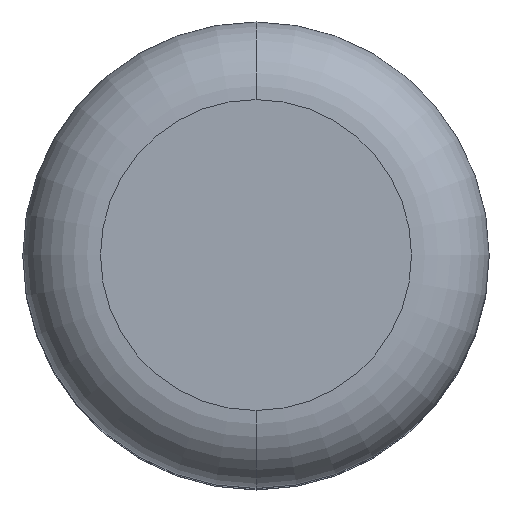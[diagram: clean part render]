
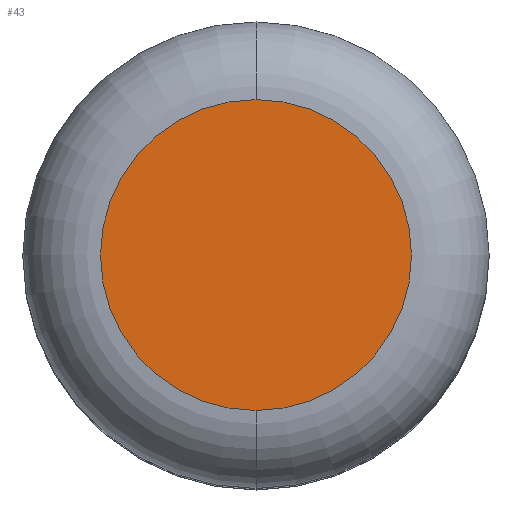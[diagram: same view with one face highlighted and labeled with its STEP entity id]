
A CAD part, top view. The second image highlights one B-rep face of the part: STEP entity #43.
In plain terms, the highlighted planar face has unit normal (0, 0, 1).
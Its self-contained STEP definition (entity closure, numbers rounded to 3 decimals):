
#10 = ORIENTED_EDGE ( 'NONE', *, *, #311, .T. ) ;
#39 = VERTEX_POINT ( 'NONE', #533 ) ;
#43 = ADVANCED_FACE ( 'NONE', ( #474 ), #124, .T. ) ;
#124 = PLANE ( 'NONE',  #138 ) ;
#134 = DIRECTION ( 'NONE',  ( 0., -1., 0. ) ) ;
#138 = AXIS2_PLACEMENT_3D ( 'NONE', #559, #811, #628 ) ;
#197 = EDGE_LOOP ( 'NONE', ( #262, #10 ) ) ;
#262 = ORIENTED_EDGE ( 'NONE', *, *, #403, .T. ) ;
#311 = EDGE_CURVE ( 'NONE', #39, #541, #809, .T. ) ;
#365 = CIRCLE ( 'NONE', #501, 0.5 ) ;
#379 = AXIS2_PLACEMENT_3D ( 'NONE', #840, #786, #134 ) ;
#388 = CARTESIAN_POINT ( 'NONE',  ( 0., 0., 1.725 ) ) ;
#403 = EDGE_CURVE ( 'NONE', #541, #39, #365, .T. ) ;
#474 = FACE_OUTER_BOUND ( 'NONE', #197, .T. ) ;
#501 = AXIS2_PLACEMENT_3D ( 'NONE', #388, #821, #707 ) ;
#533 = CARTESIAN_POINT ( 'NONE',  ( 0., 0.5, 1.725 ) ) ;
#541 = VERTEX_POINT ( 'NONE', #667 ) ;
#559 = CARTESIAN_POINT ( 'NONE',  ( 0., -0.5, 1.725 ) ) ;
#628 = DIRECTION ( 'NONE',  ( 0., -1., 0. ) ) ;
#667 = CARTESIAN_POINT ( 'NONE',  ( 0., -0.5, 1.725 ) ) ;
#707 = DIRECTION ( 'NONE',  ( 0., -1., 0. ) ) ;
#786 = DIRECTION ( 'NONE',  ( 0., 0., 1. ) ) ;
#809 = CIRCLE ( 'NONE', #379, 0.5 ) ;
#811 = DIRECTION ( 'NONE',  ( 0., 0., 1. ) ) ;
#821 = DIRECTION ( 'NONE',  ( 0., 0., 1. ) ) ;
#840 = CARTESIAN_POINT ( 'NONE',  ( 0., 0., 1.725 ) ) ;
